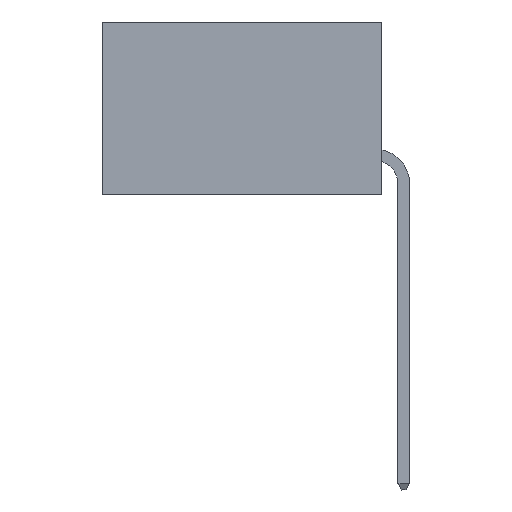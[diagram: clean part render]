
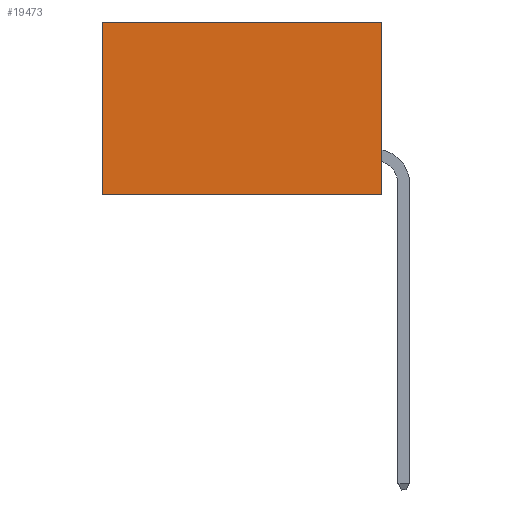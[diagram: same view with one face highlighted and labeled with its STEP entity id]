
A CAD part, left-side view. The second image highlights one B-rep face of the part: STEP entity #19473.
In plain terms, the highlighted planar face has unit normal (-1, 0, 0).
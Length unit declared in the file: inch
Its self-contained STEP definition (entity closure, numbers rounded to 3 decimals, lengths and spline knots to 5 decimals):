
#735 = LINE ( 'NONE', #9433, #7226 ) ;
#1091 = CARTESIAN_POINT ( 'NONE',  ( 0.2875, 0., 0. ) ) ;
#3660 = LINE ( 'NONE', #1091, #25088 ) ;
#3675 = EDGE_CURVE ( 'NONE', #7487, #33069, #735, .T. ) ;
#4744 = AXIS2_PLACEMENT_3D ( 'NONE', #28169, #11458, #30865 ) ;
#5855 = PLANE ( 'NONE',  #4744 ) ;
#7226 = VECTOR ( 'NONE', #22960, 39.37008 ) ;
#7314 = CARTESIAN_POINT ( 'NONE',  ( 0.2875, 0., 0. ) ) ;
#7487 = VERTEX_POINT ( 'NONE', #7314 ) ;
#8882 = VECTOR ( 'NONE', #21624, 39.37008 ) ;
#9433 = CARTESIAN_POINT ( 'NONE',  ( 0.2875, 0., 0. ) ) ;
#9981 = CARTESIAN_POINT ( 'NONE',  ( 0.2875, 0.6, 0. ) ) ;
#11336 = CARTESIAN_POINT ( 'NONE',  ( 0.2875, 0.6, 0. ) ) ;
#11458 = DIRECTION ( 'NONE',  ( 1., 0., 0. ) ) ;
#12684 = EDGE_CURVE ( 'NONE', #33069, #34353, #14593, .T. ) ;
#13209 = EDGE_CURVE ( 'NONE', #7487, #16960, #3660, .T. ) ;
#14593 = LINE ( 'NONE', #9981, #21188 ) ;
#16960 = VERTEX_POINT ( 'NONE', #22927 ) ;
#18264 = ORIENTED_EDGE ( 'NONE', *, *, #3675, .T. ) ;
#18325 = DIRECTION ( 'NONE',  ( 0., 0., -1. ) ) ;
#19473 = ADVANCED_FACE ( 'NONE', ( #25998 ), #5855, .F. ) ;
#21188 = VECTOR ( 'NONE', #18325, 39.37008 ) ;
#21624 = DIRECTION ( 'NONE',  ( 0., 1., 0. ) ) ;
#22094 = EDGE_CURVE ( 'NONE', #16960, #34353, #25560, .T. ) ;
#22679 = CARTESIAN_POINT ( 'NONE',  ( 0.2875, 0.6, -0.37 ) ) ;
#22927 = CARTESIAN_POINT ( 'NONE',  ( 0.2875, 0., -0.37 ) ) ;
#22960 = DIRECTION ( 'NONE',  ( 0., 1., 0. ) ) ;
#25088 = VECTOR ( 'NONE', #34171, 39.37008 ) ;
#25560 = LINE ( 'NONE', #29791, #8882 ) ;
#25998 = FACE_OUTER_BOUND ( 'NONE', #32203, .T. ) ;
#26213 = ORIENTED_EDGE ( 'NONE', *, *, #12684, .T. ) ;
#27941 = ORIENTED_EDGE ( 'NONE', *, *, #13209, .F. ) ;
#28169 = CARTESIAN_POINT ( 'NONE',  ( 0.2875, 0., 0. ) ) ;
#29791 = CARTESIAN_POINT ( 'NONE',  ( 0.2875, 0., -0.37 ) ) ;
#30865 = DIRECTION ( 'NONE',  ( 0., 0., -1. ) ) ;
#32203 = EDGE_LOOP ( 'NONE', ( #26213, #35526, #27941, #18264 ) ) ;
#33069 = VERTEX_POINT ( 'NONE', #11336 ) ;
#34171 = DIRECTION ( 'NONE',  ( 0., 0., -1. ) ) ;
#34353 = VERTEX_POINT ( 'NONE', #22679 ) ;
#35526 = ORIENTED_EDGE ( 'NONE', *, *, #22094, .F. ) ;
